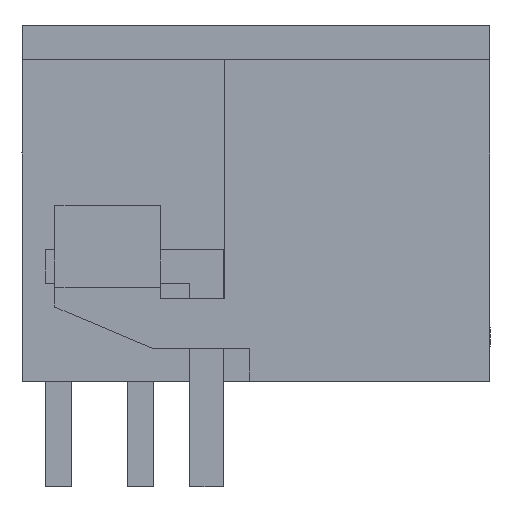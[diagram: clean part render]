
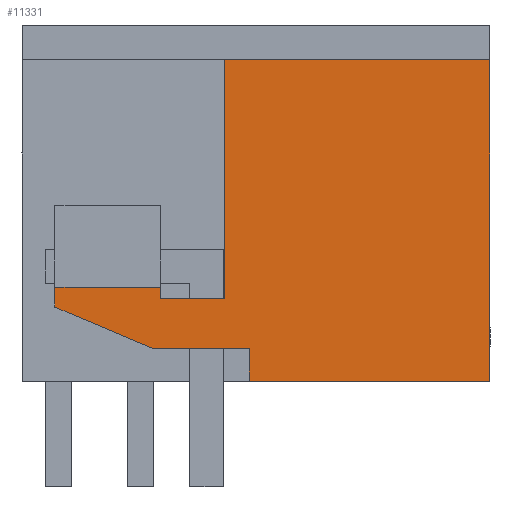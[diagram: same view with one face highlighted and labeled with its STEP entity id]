
A CAD part, left-side view. The second image highlights one B-rep face of the part: STEP entity #11331.
In plain terms, the highlighted planar face has unit normal (-1, 0, 0).
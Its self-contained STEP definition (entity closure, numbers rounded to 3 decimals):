
#11269=AXIS2_PLACEMENT_3D('Plane Axis2P3D',#11266,#11267,#11268) ;
#5613=CARTESIAN_POINT('Vertex',(0.,0.,12.95)) ;
#5616=CARTESIAN_POINT('Line Origine',(0.,0.,8.075)) ;
#5620=CARTESIAN_POINT('Vertex',(0.,0.,3.2)) ;
#10762=CARTESIAN_POINT('Line Origine',(0.,3.65,3.2)) ;
#10766=CARTESIAN_POINT('Vertex',(0.,7.3,3.2)) ;
#10909=CARTESIAN_POINT('Vertex',(0.,8.05,12.95)) ;
#10912=CARTESIAN_POINT('Line Origine',(0.,4.025,12.95)) ;
#11250=CARTESIAN_POINT('Vertex',(0.,7.3,4.197)) ;
#11253=CARTESIAN_POINT('Line Origine',(0.,7.3,3.698)) ;
#11266=CARTESIAN_POINT('Axis2P3D Location',(0.,0.,12.95)) ;
#11271=CARTESIAN_POINT('Line Origine',(0.,8.05,9.325)) ;
#11275=CARTESIAN_POINT('Vertex',(0.,8.05,5.7)) ;
#11278=CARTESIAN_POINT('Line Origine',(0.,9.025,5.7)) ;
#11282=CARTESIAN_POINT('Vertex',(0.,10.,5.7)) ;
#11285=CARTESIAN_POINT('Line Origine',(0.,10.,5.875)) ;
#11289=CARTESIAN_POINT('Vertex',(0.,10.,6.05)) ;
#11292=CARTESIAN_POINT('Line Origine',(0.,11.6,6.05)) ;
#11296=CARTESIAN_POINT('Vertex',(0.,13.2,6.05)) ;
#11299=CARTESIAN_POINT('Line Origine',(0.,13.2,5.75)) ;
#11303=CARTESIAN_POINT('Vertex',(0.,13.2,5.45)) ;
#11306=CARTESIAN_POINT('Line Origine',(0.,11.721,4.823)) ;
#11310=CARTESIAN_POINT('Vertex',(0.,10.242,4.197)) ;
#11313=CARTESIAN_POINT('Line Origine',(0.,8.771,4.197)) ;
#5617=DIRECTION('Vector Direction',(0.,0.,-1.)) ;
#10763=DIRECTION('Vector Direction',(0.,1.,0.)) ;
#10913=DIRECTION('Vector Direction',(0.,1.,0.)) ;
#11254=DIRECTION('Vector Direction',(0.,0.,-1.)) ;
#11267=DIRECTION('Axis2P3D Direction',(1.,0.,0.)) ;
#11268=DIRECTION('Axis2P3D XDirection',(0.,0.,-1.)) ;
#11272=DIRECTION('Vector Direction',(0.,0.,1.)) ;
#11279=DIRECTION('Vector Direction',(0.,-1.,0.)) ;
#11286=DIRECTION('Vector Direction',(0.,0.,1.)) ;
#11293=DIRECTION('Vector Direction',(0.,1.,0.)) ;
#11300=DIRECTION('Vector Direction',(0.,0.,-1.)) ;
#11307=DIRECTION('Vector Direction',(0.,0.921,0.39)) ;
#11314=DIRECTION('Vector Direction',(0.,-1.,0.)) ;
#5618=VECTOR('Line Direction',#5617,1.) ;
#10764=VECTOR('Line Direction',#10763,1.) ;
#10914=VECTOR('Line Direction',#10913,1.) ;
#11255=VECTOR('Line Direction',#11254,1.) ;
#11273=VECTOR('Line Direction',#11272,1.) ;
#11280=VECTOR('Line Direction',#11279,1.) ;
#11287=VECTOR('Line Direction',#11286,1.) ;
#11294=VECTOR('Line Direction',#11293,1.) ;
#11301=VECTOR('Line Direction',#11300,1.) ;
#11308=VECTOR('Line Direction',#11307,1.) ;
#11315=VECTOR('Line Direction',#11314,1.) ;
#11319=ORIENTED_EDGE('',*,*,#11277,.F.) ;
#11320=ORIENTED_EDGE('',*,*,#11284,.F.) ;
#11321=ORIENTED_EDGE('',*,*,#11291,.F.) ;
#11322=ORIENTED_EDGE('',*,*,#11298,.F.) ;
#11323=ORIENTED_EDGE('',*,*,#11305,.F.) ;
#11324=ORIENTED_EDGE('',*,*,#11312,.F.) ;
#11325=ORIENTED_EDGE('',*,*,#11317,.F.) ;
#11326=ORIENTED_EDGE('',*,*,#11257,.F.) ;
#11327=ORIENTED_EDGE('',*,*,#10768,.F.) ;
#11328=ORIENTED_EDGE('',*,*,#5622,.F.) ;
#11329=ORIENTED_EDGE('',*,*,#10916,.T.) ;
#11331=ADVANCED_FACE('HOUSING',(#11330),#11270,.F.) ;
#5622=EDGE_CURVE('',#5614,#5621,#5619,.T.) ;
#10768=EDGE_CURVE('',#5621,#10767,#10765,.T.) ;
#10916=EDGE_CURVE('',#5614,#10910,#10915,.T.) ;
#11257=EDGE_CURVE('',#10767,#11251,#11256,.F.) ;
#11277=EDGE_CURVE('',#11276,#10910,#11274,.T.) ;
#11284=EDGE_CURVE('',#11283,#11276,#11281,.T.) ;
#11291=EDGE_CURVE('',#11290,#11283,#11288,.F.) ;
#11298=EDGE_CURVE('',#11297,#11290,#11295,.F.) ;
#11305=EDGE_CURVE('',#11304,#11297,#11302,.F.) ;
#11312=EDGE_CURVE('',#11311,#11304,#11309,.T.) ;
#11317=EDGE_CURVE('',#11251,#11311,#11316,.F.) ;
#11318=EDGE_LOOP('',(#11319,#11320,#11321,#11322,#11323,#11324,#11325,#11326,#11327,#11328,#11329)) ;
#11330=FACE_OUTER_BOUND('',#11318,.T.) ;
#5619=LINE('Line',#5616,#5618) ;
#10765=LINE('Line',#10762,#10764) ;
#10915=LINE('Line',#10912,#10914) ;
#11256=LINE('Line',#11253,#11255) ;
#11274=LINE('Line',#11271,#11273) ;
#11281=LINE('Line',#11278,#11280) ;
#11288=LINE('Line',#11285,#11287) ;
#11295=LINE('Line',#11292,#11294) ;
#11302=LINE('Line',#11299,#11301) ;
#11309=LINE('Line',#11306,#11308) ;
#11316=LINE('Line',#11313,#11315) ;
#11270=PLANE('',#11269) ;
#5614=VERTEX_POINT('',#5613) ;
#5621=VERTEX_POINT('',#5620) ;
#10767=VERTEX_POINT('',#10766) ;
#10910=VERTEX_POINT('',#10909) ;
#11251=VERTEX_POINT('',#11250) ;
#11276=VERTEX_POINT('',#11275) ;
#11283=VERTEX_POINT('',#11282) ;
#11290=VERTEX_POINT('',#11289) ;
#11297=VERTEX_POINT('',#11296) ;
#11304=VERTEX_POINT('',#11303) ;
#11311=VERTEX_POINT('',#11310) ;
